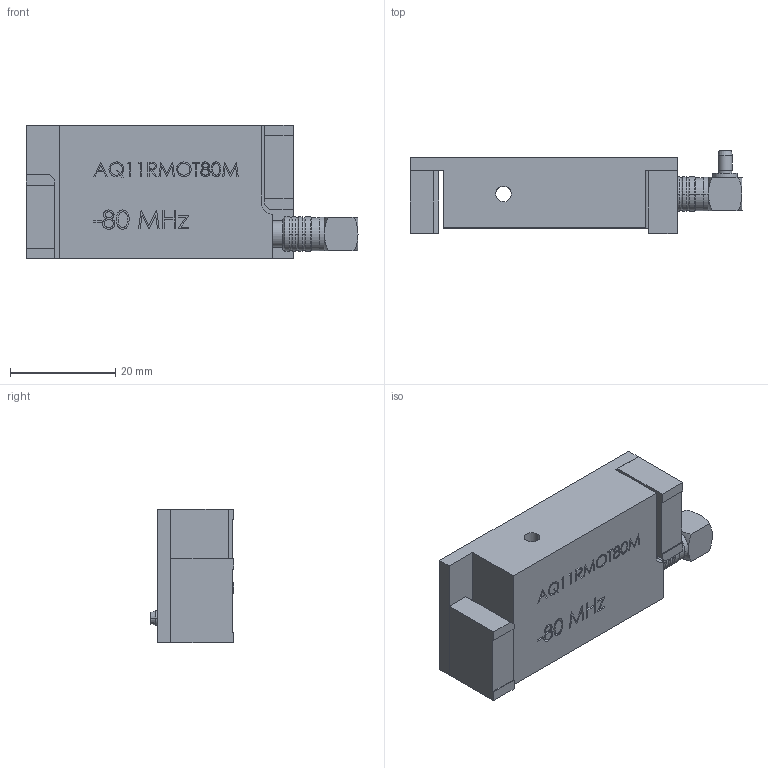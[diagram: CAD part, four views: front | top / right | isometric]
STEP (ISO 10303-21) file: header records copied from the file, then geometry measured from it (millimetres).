
FILE_DESCRIPTION (( 'STEP AP214' ), '1' );
FILE_NAME ('AOMWithHolderV3.STEP', '2024-09-08T12:20:09', ( '' ), ( '' ), 'SwSTEP 2.0', 'SolidWorks 2016', '' );
FILE_SCHEMA (( 'AUTOMOTIVE_DESIGN' ));
Length unit declared in the file: millimetre
Products named in the file (4): AOM-beta_AQ11RMOT80MHz; SMB-1-1337478-0; AOMWithHolderV3; AOMSupport_80MHz
Assembly tree (4 placements, depth 2):
  AOMWithHolderV3
    AOM-beta_AQ11RMOT80MHz
    AOMSupport_80MHz  x2
    SMB-1-1337478-0
Bounding box: 63.1 x 15.8 x 25.4 mm (x, y, z)
Volume: 16402.1 mm3; surface area: 7269.1 mm2
Topology: 4 solids, 4 shells, 563 faces, 1435 edges, 946 vertices
Faces by surface type: plane 333, bspline 156, cylinder 48, cone 18, torus 8
Entity records: 26436 total; most frequent: CARTESIAN_POINT 13888, ORIENTED_EDGE 2792, DIRECTION 2010, EDGE_CURVE 1396, VECTOR 948, LINE 948, VERTEX_POINT 923, EDGE_LOOP 623
